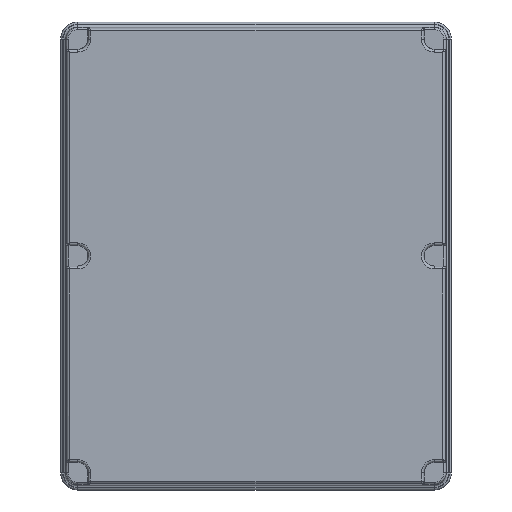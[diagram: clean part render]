
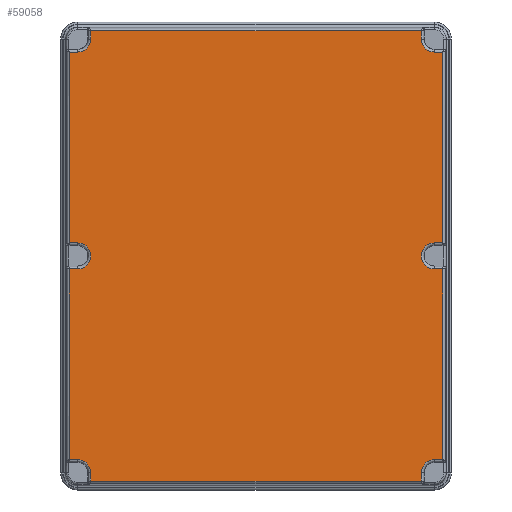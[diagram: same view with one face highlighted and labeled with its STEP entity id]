
A CAD part, top view. The second image highlights one B-rep face of the part: STEP entity #59058.
In plain terms, the highlighted planar face has unit normal (0, 0, 1).
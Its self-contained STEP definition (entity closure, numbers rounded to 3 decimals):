
#54813=CARTESIAN_POINT('',(180.4,219.4,49.5));
#54814=DIRECTION('',(0.,0.,1.));
#54815=DIRECTION('',(-1.,0.,0.));
#54816=AXIS2_PLACEMENT_3D('',#54813,#54814,#54815);
#54818=CARTESIAN_POINT('',(180.4,-219.4,49.5));
#54819=DIRECTION('',(0.,0.,-1.));
#54820=DIRECTION('',(-1.,0.,0.));
#54821=AXIS2_PLACEMENT_3D('',#54818,#54819,#54820);
#54823=CARTESIAN_POINT('',(-180.4,-219.4,49.5));
#54824=DIRECTION('',(0.,0.,1.));
#54825=DIRECTION('',(1.,0.,0.));
#54826=AXIS2_PLACEMENT_3D('',#54823,#54824,#54825);
#54828=CARTESIAN_POINT('',(-180.4,219.4,49.5));
#54829=DIRECTION('',(0.,0.,-1.));
#54830=DIRECTION('',(1.,0.,0.));
#54831=AXIS2_PLACEMENT_3D('',#54828,#54829,#54830);
#54833=DIRECTION('',(-1.,0.,0.));
#54834=VECTOR('',#54833,334.536);
#54835=CARTESIAN_POINT('',(167.268,227.838,49.5));
#54836=LINE('',#54835,#54834);
#55095=CARTESIAN_POINT('',(-180.4,0.,49.5));
#55096=DIRECTION('',(0.,0.,-1.));
#55097=DIRECTION('',(0.,1.,0.));
#55098=AXIS2_PLACEMENT_3D('',#55095,#55096,#55097);
#55126=CARTESIAN_POINT('',(-188.838,-13.132,
49.5));
#55139=DIRECTION('',(-1.,0.,0.));
#55140=VECTOR('',#55139,8.438);
#55141=CARTESIAN_POINT('',(-180.4,-13.132,49.5));
#55142=LINE('',#55141,#55140);
#55166=DIRECTION('',(0.,-1.,
0.));
#55167=VECTOR('',#55166,193.136);
#55168=CARTESIAN_POINT('',(-188.838,-13.132,
49.5));
#55169=LINE('',#55168,#55167);
#55243=DIRECTION('',(1.,0.,0.));
#55244=VECTOR('',#55243,8.438);
#55245=CARTESIAN_POINT('',(-188.838,-206.268,49.5));
#55246=LINE('',#55245,#55244);
#55275=DIRECTION('',(0.,-1.,0.));
#55276=VECTOR('',#55275,8.438);
#55277=CARTESIAN_POINT('',(-167.268,-219.4,49.5));
#55278=LINE('',#55277,#55276);
#55359=DIRECTION('',(1.,0.,0.));
#55360=VECTOR('',#55359,334.536);
#55361=CARTESIAN_POINT('',(-167.268,-227.838,49.5));
#55362=LINE('',#55361,#55360);
#55442=DIRECTION('',(0.,-1.,0.));
#55443=VECTOR('',#55442,8.438);
#55444=CARTESIAN_POINT('',(167.268,-219.4,49.5));
#55445=LINE('',#55444,#55443);
#55586=CARTESIAN_POINT('',(180.4,0.,49.5));
#55587=DIRECTION('',(0.,0.,1.));
#55588=DIRECTION('',(0.,1.,0.));
#55589=AXIS2_PLACEMENT_3D('',#55586,#55587,#55588);
#55617=CARTESIAN_POINT('',(188.838,13.132,49.5));
#55630=DIRECTION('',(1.,0.,0.));
#55631=VECTOR('',#55630,8.438);
#55632=CARTESIAN_POINT('',(180.4,13.132,49.5));
#55633=LINE('',#55632,#55631);
#55657=DIRECTION('',(0.,1.,0.));
#55658=VECTOR('',#55657,193.136);
#55659=CARTESIAN_POINT('',(188.838,13.132,49.5));
#55660=LINE('',#55659,#55658);
#55734=DIRECTION('',(-1.,0.,0.));
#55735=VECTOR('',#55734,8.438);
#55736=CARTESIAN_POINT('',(188.838,206.268,49.5));
#55737=LINE('',#55736,#55735);
#55766=DIRECTION('',(0.,1.,0.));
#55767=VECTOR('',#55766,8.438);
#55768=CARTESIAN_POINT('',(167.268,219.4,49.5));
#55769=LINE('',#55768,#55767);
#57802=CARTESIAN_POINT('',(188.838,-13.132,
49.5));
#57804=DIRECTION('',(1.,0.,0.));
#57805=VECTOR('',#57804,8.438);
#57806=CARTESIAN_POINT('',(180.4,-13.132,49.5));
#57807=LINE('',#57806,#57805);
#57885=DIRECTION('',(0.,-1.,0.));
#57886=VECTOR('',#57885,193.136);
#57887=CARTESIAN_POINT('',(188.838,-13.132,
49.5));
#57888=LINE('',#57887,#57886);
#57914=DIRECTION('',(-1.,0.,0.));
#57915=VECTOR('',#57914,8.438);
#57916=CARTESIAN_POINT('',(188.838,-206.268,49.5));
#57917=LINE('',#57916,#57915);
#58055=CARTESIAN_POINT('',(-188.838,13.132,
49.5));
#58057=DIRECTION('',(-1.,0.,0.));
#58058=VECTOR('',#58057,8.438);
#58059=CARTESIAN_POINT('',(-180.4,13.132,49.5));
#58060=LINE('',#58059,#58058);
#58138=DIRECTION('',(0.,1.,0.));
#58139=VECTOR('',#58138,193.136);
#58140=CARTESIAN_POINT('',(-188.838,13.132,
49.5));
#58141=LINE('',#58140,#58139);
#58167=DIRECTION('',(1.,0.,0.));
#58168=VECTOR('',#58167,8.438);
#58169=CARTESIAN_POINT('',(-188.838,206.268,49.5));
#58170=LINE('',#58169,#58168);
#58204=DIRECTION('',(0.,1.,0.));
#58205=VECTOR('',#58204,8.438);
#58206=CARTESIAN_POINT('',(-167.268,219.4,49.5));
#58207=LINE('',#58206,#58205);
#58283=CARTESIAN_POINT('',(-167.268,219.4,49.5));
#58284=CARTESIAN_POINT('',(-167.268,227.838,49.5));
#58285=VERTEX_POINT('',#58283);
#58286=VERTEX_POINT('',#58284);
#58287=CARTESIAN_POINT('',(-180.4,206.268,49.5));
#58288=VERTEX_POINT('',#58287);
#58289=CARTESIAN_POINT('',(-188.838,206.268,49.5));
#58290=VERTEX_POINT('',#58289);
#58303=CARTESIAN_POINT('',(-180.4,13.132,49.5));
#58305=VERTEX_POINT('',#58303);
#58421=VERTEX_POINT('',#58055);
#58425=CARTESIAN_POINT('',(-167.268,-219.4,49.5));
#58426=CARTESIAN_POINT('',(-167.268,-227.838,49.5));
#58427=VERTEX_POINT('',#58425);
#58428=VERTEX_POINT('',#58426);
#58429=CARTESIAN_POINT('',(-180.4,-206.268,49.5));
#58430=VERTEX_POINT('',#58429);
#58431=CARTESIAN_POINT('',(-188.838,-206.268,49.5));
#58432=VERTEX_POINT('',#58431);
#58445=CARTESIAN_POINT('',(-180.4,-13.132,49.5));
#58447=VERTEX_POINT('',#58445);
#58563=VERTEX_POINT('',#55126);
#58567=CARTESIAN_POINT('',(167.268,219.4,49.5));
#58568=CARTESIAN_POINT('',(167.268,227.838,49.5));
#58569=VERTEX_POINT('',#58567);
#58570=VERTEX_POINT('',#58568);
#58571=CARTESIAN_POINT('',(180.4,206.268,49.5));
#58572=VERTEX_POINT('',#58571);
#58573=CARTESIAN_POINT('',(188.838,206.268,49.5));
#58574=VERTEX_POINT('',#58573);
#58587=CARTESIAN_POINT('',(180.4,13.132,49.5));
#58589=VERTEX_POINT('',#58587);
#58705=VERTEX_POINT('',#55617);
#58709=CARTESIAN_POINT('',(167.268,-219.4,49.5));
#58710=CARTESIAN_POINT('',(167.268,-227.838,49.5));
#58711=VERTEX_POINT('',#58709);
#58712=VERTEX_POINT('',#58710);
#58713=CARTESIAN_POINT('',(180.4,-206.268,49.5));
#58714=VERTEX_POINT('',#58713);
#58715=CARTESIAN_POINT('',(188.838,-206.268,49.5));
#58716=VERTEX_POINT('',#58715);
#58729=CARTESIAN_POINT('',(180.4,-13.132,49.5));
#58731=VERTEX_POINT('',#58729);
#58847=VERTEX_POINT('',#57802);
#59003=CARTESIAN_POINT('',(0.,0.,49.5));
#59004=DIRECTION('',(0.,0.,1.));
#59005=DIRECTION('',(1.,0.,0.));
#59006=AXIS2_PLACEMENT_3D('',#59003,#59004,#59005);
#59007=PLANE('',#59006);
#59009=ORIENTED_EDGE('',*,*,#59008,.F.);
#59011=ORIENTED_EDGE('',*,*,#59010,.F.);
#59013=ORIENTED_EDGE('',*,*,#59012,.T.);
#59015=ORIENTED_EDGE('',*,*,#59014,.F.);
#59017=ORIENTED_EDGE('',*,*,#59016,.F.);
#59019=ORIENTED_EDGE('',*,*,#59018,.F.);
#59021=ORIENTED_EDGE('',*,*,#59020,.T.);
#59023=ORIENTED_EDGE('',*,*,#59022,.T.);
#59025=ORIENTED_EDGE('',*,*,#59024,.T.);
#59027=ORIENTED_EDGE('',*,*,#59026,.T.);
#59029=ORIENTED_EDGE('',*,*,#59028,.F.);
#59031=ORIENTED_EDGE('',*,*,#59030,.T.);
#59033=ORIENTED_EDGE('',*,*,#59032,.F.);
#59035=ORIENTED_EDGE('',*,*,#59034,.F.);
#59037=ORIENTED_EDGE('',*,*,#59036,.T.);
#59039=ORIENTED_EDGE('',*,*,#59038,.F.);
#59041=ORIENTED_EDGE('',*,*,#59040,.F.);
#59043=ORIENTED_EDGE('',*,*,#59042,.F.);
#59045=ORIENTED_EDGE('',*,*,#59044,.F.);
#59047=ORIENTED_EDGE('',*,*,#59046,.T.);
#59049=ORIENTED_EDGE('',*,*,#59048,.T.);
#59051=ORIENTED_EDGE('',*,*,#59050,.T.);
#59053=ORIENTED_EDGE('',*,*,#59052,.F.);
#59055=ORIENTED_EDGE('',*,*,#59054,.T.);
#59056=EDGE_LOOP('',(#59009,#59011,#59013,#59015,#59017,#59019,#59021,#59023,
#59025,#59027,#59029,#59031,#59033,#59035,#59037,#59039,#59041,#59043,#59045,
#59047,#59049,#59051,#59053,#59055));
#59057=FACE_OUTER_BOUND('',#59056,.F.);
#59058=ADVANCED_FACE('',(#59057),#59007,.T.);
#54817=CIRCLE('',#54816,13.132);
#54822=CIRCLE('',#54821,13.132);
#54827=CIRCLE('',#54826,13.132);
#54832=CIRCLE('',#54831,13.132);
#55099=CIRCLE('',#55098,13.132);
#55590=CIRCLE('',#55589,13.132);
#59008=EDGE_CURVE('',#58570,#58286,#54836,.T.);
#59010=EDGE_CURVE('',#58569,#58570,#55769,.T.);
#59012=EDGE_CURVE('',#58569,#58572,#54817,.T.);
#59014=EDGE_CURVE('',#58574,#58572,#55737,.T.);
#59016=EDGE_CURVE('',#58705,#58574,#55660,.T.);
#59018=EDGE_CURVE('',#58589,#58705,#55633,.T.);
#59020=EDGE_CURVE('',#58589,#58731,#55590,.T.);
#59022=EDGE_CURVE('',#58731,#58847,#57807,.T.);
#59024=EDGE_CURVE('',#58847,#58716,#57888,.T.);
#59026=EDGE_CURVE('',#58716,#58714,#57917,.T.);
#59028=EDGE_CURVE('',#58711,#58714,#54822,.T.);
#59030=EDGE_CURVE('',#58711,#58712,#55445,.T.);
#59032=EDGE_CURVE('',#58428,#58712,#55362,.T.);
#59034=EDGE_CURVE('',#58427,#58428,#55278,.T.);
#59036=EDGE_CURVE('',#58427,#58430,#54827,.T.);
#59038=EDGE_CURVE('',#58432,#58430,#55246,.T.);
#59040=EDGE_CURVE('',#58563,#58432,#55169,.T.);
#59042=EDGE_CURVE('',#58447,#58563,#55142,.T.);
#59044=EDGE_CURVE('',#58305,#58447,#55099,.T.);
#59046=EDGE_CURVE('',#58305,#58421,#58060,.T.);
#59048=EDGE_CURVE('',#58421,#58290,#58141,.T.);
#59050=EDGE_CURVE('',#58290,#58288,#58170,.T.);
#59052=EDGE_CURVE('',#58285,#58288,#54832,.T.);
#59054=EDGE_CURVE('',#58285,#58286,#58207,.T.);
